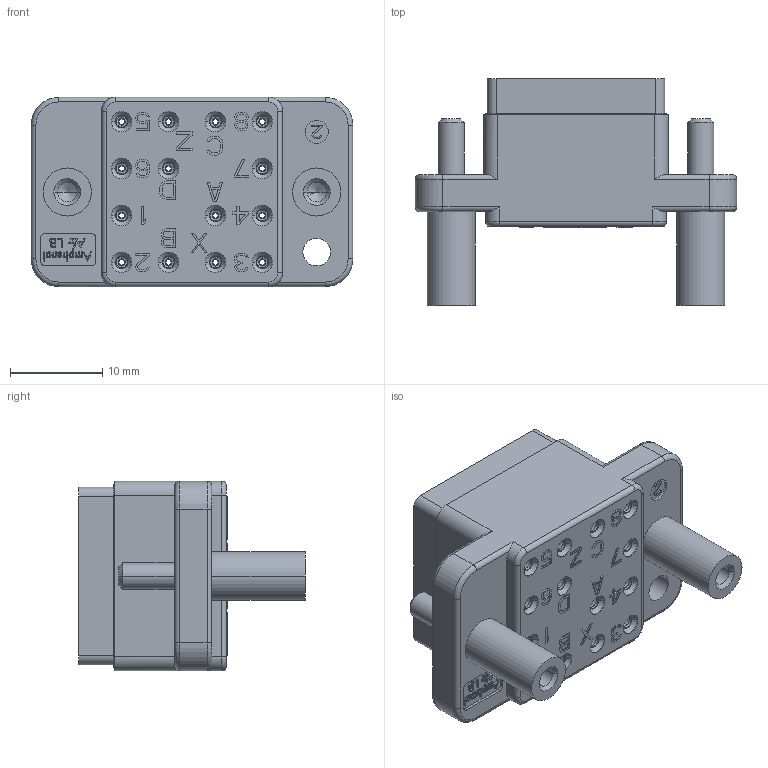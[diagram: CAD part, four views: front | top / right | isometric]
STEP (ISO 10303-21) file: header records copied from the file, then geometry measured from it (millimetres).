
FILE_DESCRIPTION((''),'2;1');
FILE_NAME('00158120302','2020-09-23T',('presta_be4'),(''),'CREO PARAMETRIC BY PTC INC, 2018360','CREO PARAMETRIC BY PTC INC, 2018360','');
FILE_SCHEMA(('CONFIG_CONTROL_DESIGN'));
Products named in the file (1): 00158120302
Bounding box: 34.8 x 24.56 x 20.5 mm (x, y, z)
Volume: 6883.8 mm3; surface area: 5879.8 mm2
Topology: 1 solids, 1 shells, 2538 faces, 6648 edges, 4246 vertices
Faces by surface type: plane 1310, cylinder 400, cone 332, torus 292, extrusion 204
Entity records: 79868 total; most frequent: CARTESIAN_POINT 18146, ORIENTED_EDGE 13288, DIRECTION 12068, EDGE_CURVE 6644, VERTEX_POINT 4246, VECTOR 4120, AXIS2_PLACEMENT_3D 3974, LINE 3916
